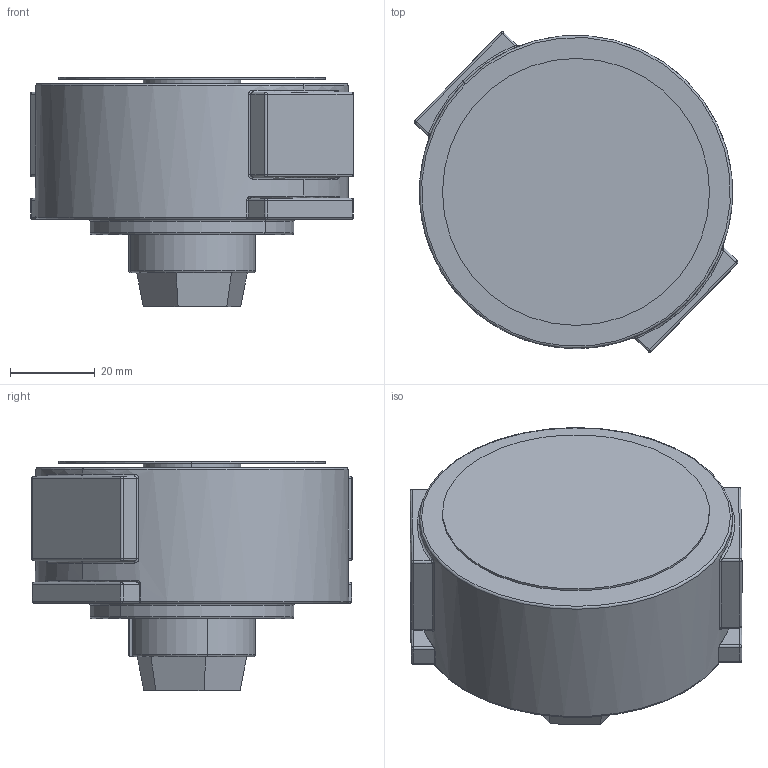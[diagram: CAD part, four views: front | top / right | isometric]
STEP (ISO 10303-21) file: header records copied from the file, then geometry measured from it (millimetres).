
FILE_DESCRIPTION (( 'STEP AP214' ), '1' );
FILE_NAME ('test_asm.STEP', '2024-09-20T16:52:10', ( '' ), ( '' ), 'SwSTEP 2.0', 'SolidWorks 2020', '' );
FILE_SCHEMA (( 'AUTOMOTIVE_DESIGN' ));
Length unit declared in the file: millimetre
Products named in the file (13): precsGear240912; outputSaft_240912; skf61902; asm_input_motorShaft_240912; 689zz1000089; my_gear3_240912; mainGearBody240912; input_shaf_240912; skf61804_1000804; gear2_240912; skf61806a; test_asm; cup_240912
Assembly tree (12 placements, depth 3):
  test_asm
    skf61902
    skf61806a
    mainGearBody240912
    outputSaft_240912
    precsGear240912
      gear2_240912
      my_gear3_240912
    skf61804_1000804
    689zz1000089
    cup_240912
    asm_input_motorShaft_240912
      input_shaf_240912
Bounding box: 76.33 x 75.56 x 54.1 mm (x, y, z)
Volume: 123189.1 mm3; surface area: 82203.1 mm2
Topology: 10 solids, 10 shells, 1554 faces, 4315 edges, 2782 vertices
Faces by surface type: plane 427, bspline 367, cone 314, cylinder 234, torus 182, sphere 30
Entity records: 59369 total; most frequent: CARTESIAN_POINT 23496, ORIENTED_EDGE 8582, DIRECTION 5905, EDGE_CURVE 4291, VERTEX_POINT 2780, AXIS2_PLACEMENT_3D 2419, B_SPLINE_CURVE_WITH_KNOTS 1822, EDGE_LOOP 1595
